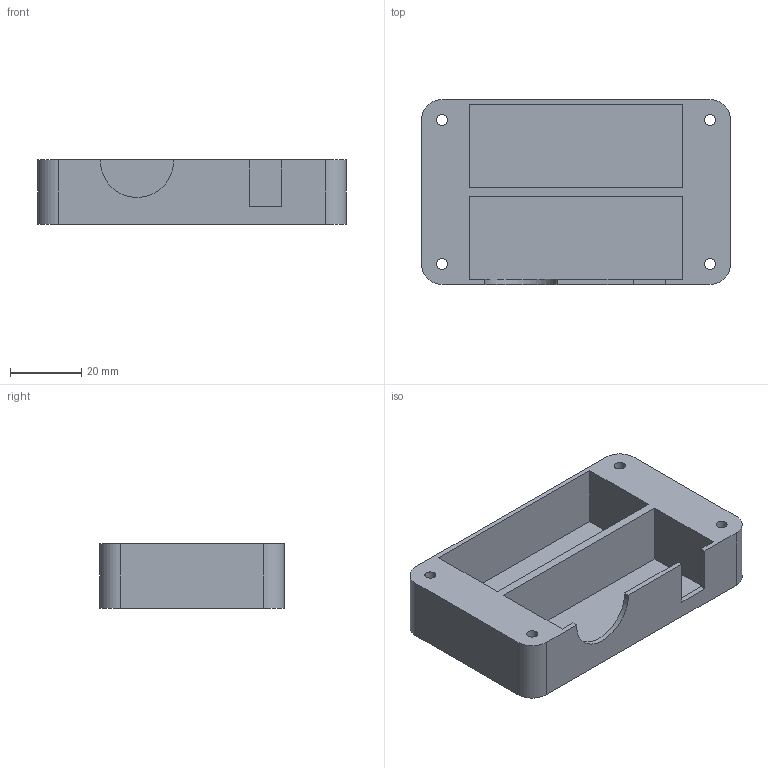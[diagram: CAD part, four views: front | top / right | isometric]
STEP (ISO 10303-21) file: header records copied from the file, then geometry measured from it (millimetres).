
FILE_DESCRIPTION(/* description */ (''),/* implementation_level */ '2;1');
FILE_NAME(/* name */ 'Case S+B LC Back Half.stp',/* time_stamp */ '2025-07-17T15:24:57-04:00',/* author */ ('ecolibrium05'),/* organization */ (''),/* preprocessor_version */ 'ST-DEVELOPER v20',/* originating_system */ 'Autodesk Inventor 2025',/* authorisation */ '');
FILE_SCHEMA (('AUTOMOTIVE_DESIGN { 1 0 10303 214 3 1 1 }'));
Length unit declared in the file: millimetre
Products named in the file (1): Case S+B LC Back Half
Bounding box: 86.7 x 51.95 x 18 mm (x, y, z)
Volume: 30772.9 mm3; surface area: 19707.6 mm2
Topology: 1 solids, 1 shells, 29 faces, 78 edges, 54 vertices
Faces by surface type: plane 20, cylinder 9
Full cylindrical faces by diameter (mm): 3.072 x4
Entity records: 982 total; most frequent: CARTESIAN_POINT 162, ORIENTED_EDGE 156, DIRECTION 156, EDGE_CURVE 78, LINE 60, VECTOR 60, VERTEX_POINT 52, AXIS2_PLACEMENT_3D 48
